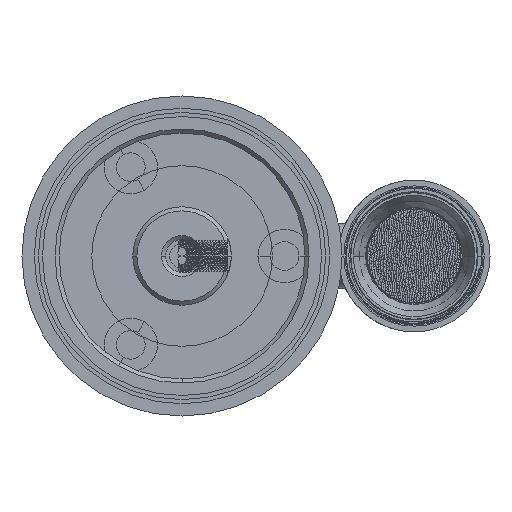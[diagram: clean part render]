
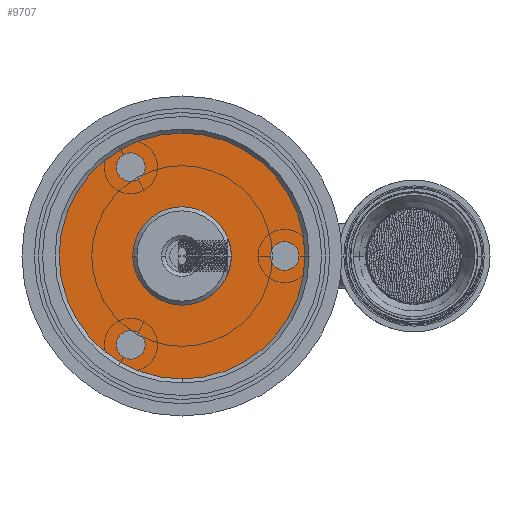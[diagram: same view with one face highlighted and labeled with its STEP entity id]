
A CAD part, front view. The second image highlights one B-rep face of the part: STEP entity #9707.
In plain terms, the highlighted face is planar.
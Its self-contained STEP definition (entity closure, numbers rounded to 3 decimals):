
#8108=CARTESIAN_POINT('',(6.25,2.5,10.825));
#8109=DIRECTION('',(0.,-1.,0.));
#8110=DIRECTION('',(-0.5,0.,-0.866));
#8111=AXIS2_PLACEMENT_3D('',#8108,#8109,#8110);
#8113=CARTESIAN_POINT('',(6.25,2.5,10.825));
#8114=DIRECTION('',(0.,-1.,0.));
#8115=DIRECTION('',(0.5,0.,0.866));
#8116=AXIS2_PLACEMENT_3D('',#8113,#8114,#8115);
#8118=CARTESIAN_POINT('',(-12.5,2.5,0.));
#8119=DIRECTION('',(0.,-1.,0.));
#8120=DIRECTION('',(1.,0.,0.));
#8121=AXIS2_PLACEMENT_3D('',#8118,#8119,#8120);
#8123=CARTESIAN_POINT('',(-12.5,2.5,0.));
#8124=DIRECTION('',(0.,-1.,0.));
#8125=DIRECTION('',(-1.,0.,0.));
#8126=AXIS2_PLACEMENT_3D('',#8123,#8124,#8125);
#8128=CARTESIAN_POINT('',(0.,2.5,0.));
#8129=DIRECTION('',(0.,-1.,0.));
#8130=DIRECTION('',(0.,0.,-1.));
#8131=AXIS2_PLACEMENT_3D('',#8128,#8129,#8130);
#8133=CARTESIAN_POINT('',(0.,2.5,0.));
#8134=DIRECTION('',(0.,-1.,0.));
#8135=DIRECTION('',(0.,0.,1.));
#8136=AXIS2_PLACEMENT_3D('',#8133,#8134,#8135);
#8138=CARTESIAN_POINT('',(0.,2.5,0.));
#8139=DIRECTION('',(0.,1.,0.));
#8140=DIRECTION('',(-1.,0.,0.));
#8141=AXIS2_PLACEMENT_3D('',#8138,#8139,#8140);
#8143=CARTESIAN_POINT('',(0.,2.5,0.));
#8144=DIRECTION('',(0.,1.,0.));
#8145=DIRECTION('',(1.,0.,0.));
#8146=AXIS2_PLACEMENT_3D('',#8143,#8144,#8145);
#8148=CARTESIAN_POINT('',(6.25,2.5,-10.825));
#8149=DIRECTION('',(0.,-1.,0.));
#8150=DIRECTION('',(-0.5,0.,0.866));
#8151=AXIS2_PLACEMENT_3D('',#8148,#8149,#8150);
#8153=CARTESIAN_POINT('',(6.25,2.5,-10.825));
#8154=DIRECTION('',(0.,-1.,0.));
#8155=DIRECTION('',(0.5,0.,-0.866));
#8156=AXIS2_PLACEMENT_3D('',#8153,#8154,#8155);
#9517=CARTESIAN_POINT('',(-6.,2.5,0.));
#9518=CARTESIAN_POINT('',(6.,2.5,0.));
#9519=VERTEX_POINT('',#9517);
#9520=VERTEX_POINT('',#9518);
#9591=CARTESIAN_POINT('',(-14.25,2.5,0.));
#9592=VERTEX_POINT('',#9591);
#9593=CARTESIAN_POINT('',(-10.75,2.5,0.));
#9594=VERTEX_POINT('',#9593);
#9599=CARTESIAN_POINT('',(7.125,2.5,-12.341));
#9600=VERTEX_POINT('',#9599);
#9601=CARTESIAN_POINT('',(5.375,2.5,-9.31));
#9602=VERTEX_POINT('',#9601);
#9607=CARTESIAN_POINT('',(7.125,2.5,12.341));
#9608=VERTEX_POINT('',#9607);
#9609=CARTESIAN_POINT('',(5.375,2.5,9.31));
#9610=VERTEX_POINT('',#9609);
#9615=CARTESIAN_POINT('',(0.,2.5,-14.974));
#9616=CARTESIAN_POINT('',(0.,2.5,14.974));
#9617=VERTEX_POINT('',#9615);
#9618=VERTEX_POINT('',#9616);
#9672=CARTESIAN_POINT('',(0.,2.5,0.));
#9673=DIRECTION('',(0.,-1.,0.));
#9674=DIRECTION('',(0.,0.,1.));
#9675=AXIS2_PLACEMENT_3D('',#9672,#9673,#9674);
#9676=PLANE('',#9675);
#9678=ORIENTED_EDGE('',*,*,#9677,.T.);
#9680=ORIENTED_EDGE('',*,*,#9679,.T.);
#9681=EDGE_LOOP('',(#9678,#9680));
#9682=FACE_OUTER_BOUND('',#9681,.F.);
#9684=ORIENTED_EDGE('',*,*,#9683,.F.);
#9686=ORIENTED_EDGE('',*,*,#9685,.F.);
#9687=EDGE_LOOP('',(#9684,#9686));
#9688=FACE_BOUND('',#9687,.F.);
#9690=ORIENTED_EDGE('',*,*,#9689,.F.);
#9692=ORIENTED_EDGE('',*,*,#9691,.F.);
#9693=EDGE_LOOP('',(#9690,#9692));
#9694=FACE_BOUND('',#9693,.F.);
#9696=ORIENTED_EDGE('',*,*,#9695,.T.);
#9698=ORIENTED_EDGE('',*,*,#9697,.T.);
#9699=EDGE_LOOP('',(#9696,#9698));
#9700=FACE_BOUND('',#9699,.F.);
#9702=ORIENTED_EDGE('',*,*,#9701,.F.);
#9704=ORIENTED_EDGE('',*,*,#9703,.F.);
#9705=EDGE_LOOP('',(#9702,#9704));
#9706=FACE_BOUND('',#9705,.F.);
#8112=CIRCLE('',#8111,1.75);
#8117=CIRCLE('',#8116,1.75);
#8122=CIRCLE('',#8121,1.75);
#8127=CIRCLE('',#8126,1.75);
#8132=CIRCLE('',#8131,14.974);
#8137=CIRCLE('',#8136,14.974);
#8142=CIRCLE('',#8141,6.);
#8147=CIRCLE('',#8146,6.);
#8152=CIRCLE('',#8151,1.75);
#8157=CIRCLE('',#8156,1.75);
#9677=EDGE_CURVE('',#9617,#9618,#8132,.T.);
#9679=EDGE_CURVE('',#9618,#9617,#8137,.T.);
#9683=EDGE_CURVE('',#9594,#9592,#8122,.T.);
#9685=EDGE_CURVE('',#9592,#9594,#8127,.T.);
#9689=EDGE_CURVE('',#9610,#9608,#8112,.T.);
#9691=EDGE_CURVE('',#9608,#9610,#8117,.T.);
#9695=EDGE_CURVE('',#9519,#9520,#8142,.T.);
#9697=EDGE_CURVE('',#9520,#9519,#8147,.T.);
#9701=EDGE_CURVE('',#9602,#9600,#8152,.T.);
#9703=EDGE_CURVE('',#9600,#9602,#8157,.T.);
#9707=ADVANCED_FACE('',(#9682,#9688,#9694,#9700,#9706),#9676,.F.);
